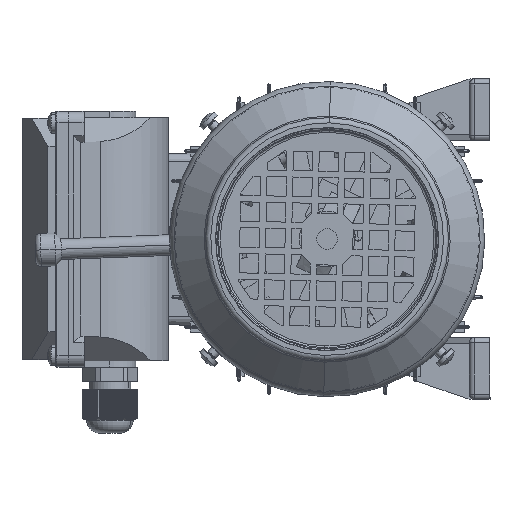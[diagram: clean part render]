
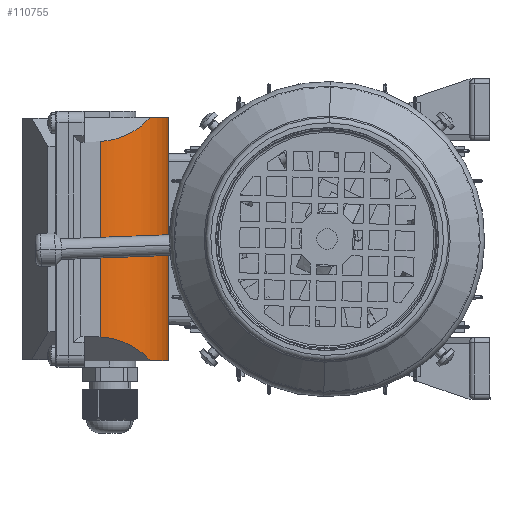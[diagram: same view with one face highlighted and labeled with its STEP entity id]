
A CAD part, left-side view. The second image highlights one B-rep face of the part: STEP entity #110755.
In plain terms, the highlighted cylindrical face has radius 27.7 mm (diameter 55.4 mm), a partial arc.
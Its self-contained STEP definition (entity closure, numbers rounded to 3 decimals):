
#1662 = CARTESIAN_POINT ( 'NONE',  ( -56.175, 37.825, -4.828 ) ) ;
#2608 =( BOUNDED_CURVE ( )  B_SPLINE_CURVE ( 3, ( #41462, #28213, #14947, #1662 ),
 .UNSPECIFIED., .F., .F. ) 
 B_SPLINE_CURVE_WITH_KNOTS ( ( 4, 4 ),
 ( 2.302, 3.099 ),
 .UNSPECIFIED. ) 
 CURVE ( )  GEOMETRIC_REPRESENTATION_ITEM ( )  RATIONAL_B_SPLINE_CURVE ( ( 1., 0.948, 0.948, 1. ) ) 
 REPRESENTATION_ITEM ( '' )  );
#6059 = VECTOR ( 'NONE', #89149, 1000. ) ;
#9326 = ORIENTED_EDGE ( 'NONE', *, *, #70421, .T. ) ;
#11878 = CARTESIAN_POINT ( 'NONE',  ( -56.175, -37.825, -4.828 ) ) ;
#13667 = EDGE_LOOP ( 'NONE', ( #64283, #9326, #59681, #72559, #101050, #76902 ) ) ;
#14947 = CARTESIAN_POINT ( 'NONE',  ( -55.855, 38.145, 2.727 ) ) ;
#17269 = CIRCLE ( 'NONE', #54453, 27.7 ) ;
#20251 = CARTESIAN_POINT ( 'NONE',  ( -28.5, 47., 21.7 ) ) ;
#21967 = FACE_OUTER_BOUND ( 'NONE', #13667, .T. ) ;
#27512 = LINE ( 'NONE', #90588, #59633 ) ;
#28213 = CARTESIAN_POINT ( 'NONE',  ( -52.628, 41.372, 9.566 ) ) ;
#28460 = EDGE_CURVE ( 'NONE', #108270, #32717, #118673, .T. ) ;
#31319 = DIRECTION ( 'NONE',  ( 0., 0., 1. ) ) ;
#32103 = CIRCLE ( 'NONE', #81298, 27.7 ) ;
#32712 = VERTEX_POINT ( 'NONE', #20251 ) ;
#32717 = VERTEX_POINT ( 'NONE', #43673 ) ;
#34610 = CARTESIAN_POINT ( 'NONE',  ( -56.175, 37.825, -4.828 ) ) ;
#35366 = AXIS2_PLACEMENT_3D ( 'NONE', #57806, #44595, #31319 ) ;
#37629 = DIRECTION ( 'NONE',  ( 0., 0., 1. ) ) ;
#38721 = CYLINDRICAL_SURFACE ( 'NONE', #35366, 27.7 ) ;
#41132 = VERTEX_POINT ( 'NONE', #34610 ) ;
#41462 = CARTESIAN_POINT ( 'NONE',  ( -47., 47., 14.616 ) ) ;
#43124 = CARTESIAN_POINT ( 'NONE',  ( -47., 47., 14.616 ) ) ;
#43673 = CARTESIAN_POINT ( 'NONE',  ( -47., -47., 14.616 ) ) ;
#44595 = DIRECTION ( 'NONE',  ( 0., 1., 0. ) ) ;
#50875 = DIRECTION ( 'NONE',  ( 0., -1., 0. ) ) ;
#54453 = AXIS2_PLACEMENT_3D ( 'NONE', #115852, #102608, #89328 ) ;
#57806 = CARTESIAN_POINT ( 'NONE',  ( -28.5, -49.5, -6. ) ) ;
#59633 = VECTOR ( 'NONE', #77401, 1000. ) ;
#59681 = ORIENTED_EDGE ( 'NONE', *, *, #95238, .T. ) ;
#64283 = ORIENTED_EDGE ( 'NONE', *, *, #90269, .T. ) ;
#70421 = EDGE_CURVE ( 'NONE', #115703, #32712, #27512, .T. ) ;
#72559 = ORIENTED_EDGE ( 'NONE', *, *, #83823, .T. ) ;
#76902 = ORIENTED_EDGE ( 'NONE', *, *, #28460, .T. ) ;
#77401 = DIRECTION ( 'NONE',  ( 0., 1., 0. ) ) ;
#81298 = AXIS2_PLACEMENT_3D ( 'NONE', #117083, #50875, #37629 ) ;
#82915 = EDGE_CURVE ( 'NONE', #108270, #41132, #115666, .T. ) ;
#83823 = EDGE_CURVE ( 'NONE', #90803, #41132, #2608, .T. ) ;
#89149 = DIRECTION ( 'NONE',  ( 0., 1., 0. ) ) ;
#89328 = DIRECTION ( 'NONE',  ( 0., 0., -1. ) ) ;
#90269 = EDGE_CURVE ( 'NONE', #32717, #115703, #17269, .T. ) ;
#90588 = CARTESIAN_POINT ( 'NONE',  ( -28.5, -49.5, 21.7 ) ) ;
#90803 = VERTEX_POINT ( 'NONE', #43124 ) ;
#93399 = CARTESIAN_POINT ( 'NONE',  ( -56.175, -37.825, -4.828 ) ) ;
#95238 = EDGE_CURVE ( 'NONE', #32712, #90803, #32103, .T. ) ;
#101050 = ORIENTED_EDGE ( 'NONE', *, *, #82915, .F. ) ;
#101519 = CARTESIAN_POINT ( 'NONE',  ( -47., -47., 14.616 ) ) ;
#102433 = CARTESIAN_POINT ( 'NONE',  ( -56.175, -49.5, -4.828 ) ) ;
#102608 = DIRECTION ( 'NONE',  ( 0., 1., 0. ) ) ;
#108270 = VERTEX_POINT ( 'NONE', #93399 ) ;
#110755 = ADVANCED_FACE ( 'NONE', ( #21967 ), #38721, .T. ) ;
#114735 = CARTESIAN_POINT ( 'NONE',  ( -52.628, -41.372, 9.566 ) ) ;
#115666 = LINE ( 'NONE', #102433, #6059 ) ;
#115703 = VERTEX_POINT ( 'NONE', #122351 ) ;
#115852 = CARTESIAN_POINT ( 'NONE',  ( -28.5, -47., -6. ) ) ;
#117083 = CARTESIAN_POINT ( 'NONE',  ( -28.5, 47., -6. ) ) ;
#118673 =( BOUNDED_CURVE ( )  B_SPLINE_CURVE ( 3, ( #11878, #127971, #114735, #101519 ),
 .UNSPECIFIED., .F., .F. ) 
 B_SPLINE_CURVE_WITH_KNOTS ( ( 4, 4 ),
 ( 0.042, 0.839 ),
 .UNSPECIFIED. ) 
 CURVE ( )  GEOMETRIC_REPRESENTATION_ITEM ( )  RATIONAL_B_SPLINE_CURVE ( ( 1., 0.948, 0.948, 1. ) ) 
 REPRESENTATION_ITEM ( '' )  );
#122351 = CARTESIAN_POINT ( 'NONE',  ( -28.5, -47., 21.7 ) ) ;
#127971 = CARTESIAN_POINT ( 'NONE',  ( -55.855, -38.145, 2.727 ) ) ;
